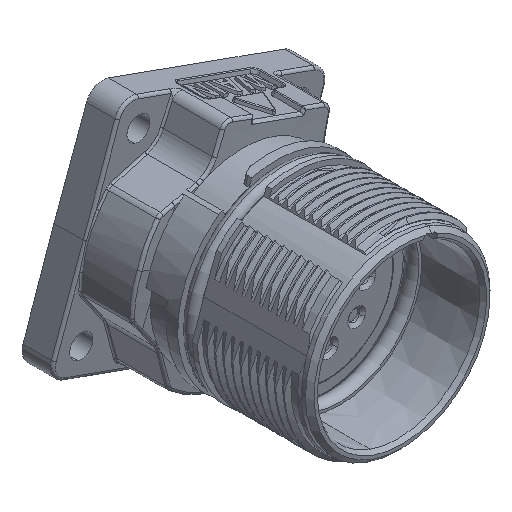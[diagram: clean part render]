
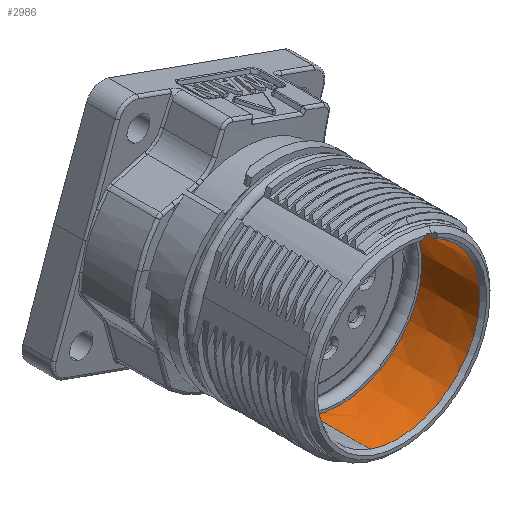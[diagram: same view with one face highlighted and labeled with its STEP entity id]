
A CAD part, isometric view. The second image highlights one B-rep face of the part: STEP entity #2986.
In plain terms, the highlighted conical face has half-angle 0.2 degrees and reference radius 9.564 mm.
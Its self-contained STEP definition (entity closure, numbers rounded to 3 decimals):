
#1038=B_SPLINE_CURVE_WITH_KNOTS('',3,(#21295,#21296,#21297,#21298),
 .UNSPECIFIED.,.F.,.F.,(4,4),(0.,1.),.UNSPECIFIED.);
#1246=CONICAL_SURFACE('',#11360,9.564,0.2);
#1921=LINE('',#21294,#2398);
#2398=VECTOR('',#13471,1.);
#2986=ADVANCED_FACE('',(#3717),#1246,.F.);
#3717=FACE_OUTER_BOUND('',#4351,.T.);
#4351=EDGE_LOOP('',(#7429,#7430,#7431,#7432));
#7429=ORIENTED_EDGE('',*,*,#8831,.F.);
#7430=ORIENTED_EDGE('',*,*,#10235,.T.);
#7431=ORIENTED_EDGE('',*,*,#9730,.F.);
#7432=ORIENTED_EDGE('',*,*,#10236,.F.);
#7740=VERTEX_POINT('',#14028);
#7741=VERTEX_POINT('',#14030);
#8330=VERTEX_POINT('',#18896);
#8331=VERTEX_POINT('',#18898);
#8831=EDGE_CURVE('',#7740,#7741,#10383,.T.);
#9730=EDGE_CURVE('',#8330,#8331,#10508,.T.);
#10235=EDGE_CURVE('',#7740,#8331,#1921,.T.);
#10236=EDGE_CURVE('',#7741,#8330,#1038,.T.);
#10383=CIRCLE('',#10710,9.556);
#10508=CIRCLE('',#11150,9.579);
#10710=AXIS2_PLACEMENT_3D('',#14029,#11774,#11775);
#11150=AXIS2_PLACEMENT_3D('',#18897,#12964,#12965);
#11360=AXIS2_PLACEMENT_3D('',#21299,#13472,#13473);
#11774=DIRECTION('',(0.,-1.,0.));
#11775=DIRECTION('',(0.,0.,1.));
#12964=DIRECTION('',(0.,1.,0.));
#12965=DIRECTION('',(0.423,0.,0.906));
#13471=DIRECTION('',(-0.001,-1.,-0.003));
#13472=DIRECTION('',(0.,-1.,0.));
#13473=DIRECTION('',(-0.337,0.,-0.942));
#14028=CARTESIAN_POINT('',(9.061,16.141,-36.525));
#14029=CARTESIAN_POINT('',(12.28,16.141,-27.528));
#14030=CARTESIAN_POINT('',(16.296,16.141,-18.857));
#18896=CARTESIAN_POINT('',(16.334,9.391,-18.849));
#18897=CARTESIAN_POINT('',(12.28,9.391,-27.528));
#18898=CARTESIAN_POINT('',(9.053,9.391,-36.548));
#21294=CARTESIAN_POINT('',(9.063,17.791,-36.52));
#21295=CARTESIAN_POINT('',(16.292,16.891,-18.858));
#21296=CARTESIAN_POINT('',(16.306,14.391,-18.855));
#21297=CARTESIAN_POINT('',(16.32,11.891,-18.852));
#21298=CARTESIAN_POINT('',(16.334,9.391,-18.849));
#21299=CARTESIAN_POINT('',(12.28,13.691,-27.528));
